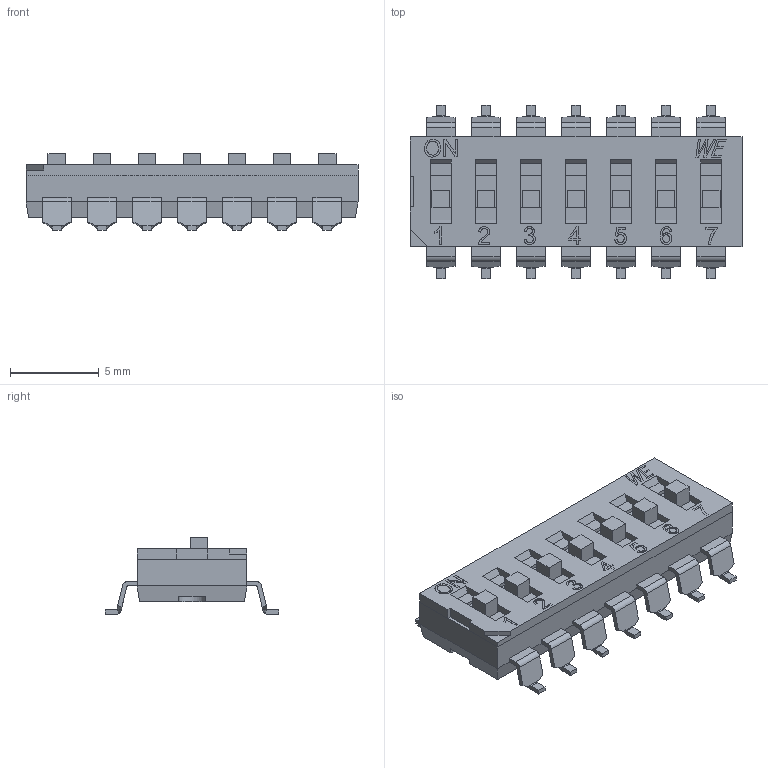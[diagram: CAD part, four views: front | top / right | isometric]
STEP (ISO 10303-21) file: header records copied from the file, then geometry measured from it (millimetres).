
FILE_DESCRIPTION( ( 'Unknown' ), '1' );
FILE_NAME( '418121270807.stp', 'Unknown', ( 'Unknown' ), ( 'Unknown' ), 'PSStep 17.0.49', 'Unknown', ' ' );
FILE_SCHEMA( ( 'AUTOMOTIVE_DESIGN { 1 0 10303 214 1 1 1 1 }' ) );
Length unit declared in the file: millimetre
Products named in the file (7): Assem1; Terminal_tall; Terminal_small; Actuator; Contact; Base_07; Cover_07
Assembly tree (30 placements, depth 2):
  Assem1
    Terminal_tall  x7
    Terminal_small  x7
    Actuator  x7
    Contact  x7
    Base_07
    Cover_07
Bounding box: 18.72 x 9.8 x 4.32 mm (x, y, z)
Volume: 301.7 mm3; surface area: 1315.8 mm2
Topology: 30 solids, 30 shells, 1326 faces, 3659 edges, 2403 vertices
Faces by surface type: plane 985, cylinder 296, bspline 28, extrusion 17
Full cylindrical faces by diameter (mm): 0.57 x7, 0.6 x21, 2.4 x1
Entity records: 21670 total; most frequent: CARTESIAN_POINT 4177, ORIENTED_EDGE 2920, DIRECTION 2411, EDGE_CURVE 1460, VECTOR 1195, LINE 1178, VERTEX_POINT 956, AXIS2_PLACEMENT_3D 608
